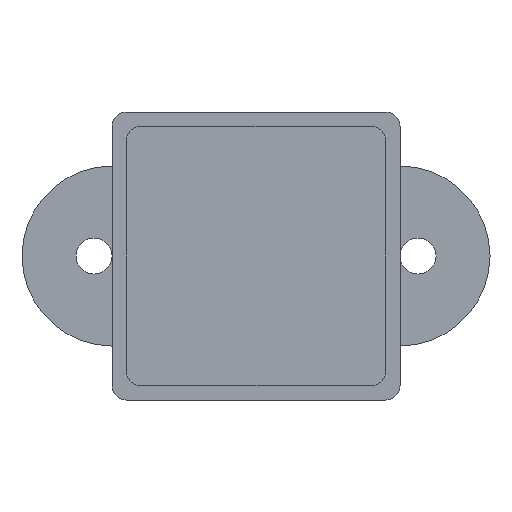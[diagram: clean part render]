
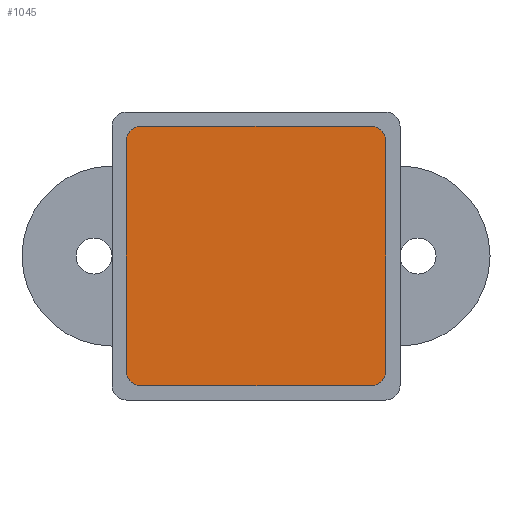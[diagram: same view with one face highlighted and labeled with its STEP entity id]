
A CAD part, front view. The second image highlights one B-rep face of the part: STEP entity #1045.
In plain terms, the highlighted planar face has unit normal (0, -1, 0).
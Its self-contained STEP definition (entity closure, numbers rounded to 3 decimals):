
#16 = CARTESIAN_POINT ( 'NONE',  ( 18., -21., -18. ) ) ;
#24 = EDGE_CURVE ( 'NONE', #3364, #3229, #304, .T. ) ;
#140 = ORIENTED_EDGE ( 'NONE', *, *, #500, .T. ) ;
#179 = CIRCLE ( 'NONE', #2929, 2. ) ;
#216 = EDGE_CURVE ( 'NONE', #249, #4007, #1114, .T. ) ;
#249 = VERTEX_POINT ( 'NONE', #1198 ) ;
#304 = CIRCLE ( 'NONE', #2579, 2. ) ;
#372 = AXIS2_PLACEMENT_3D ( 'NONE', #1965, #3630, #820 ) ;
#412 = CARTESIAN_POINT ( 'NONE',  ( -16., -21., 16. ) ) ;
#500 = EDGE_CURVE ( 'NONE', #2074, #249, #1596, .T. ) ;
#537 = LINE ( 'NONE', #2406, #706 ) ;
#594 = ORIENTED_EDGE ( 'NONE', *, *, #216, .T. ) ;
#595 = CARTESIAN_POINT ( 'NONE',  ( -18., -21., 16. ) ) ;
#600 = EDGE_CURVE ( 'NONE', #3221, #3364, #2301, .T. ) ;
#660 = AXIS2_PLACEMENT_3D ( 'NONE', #2496, #2195, #1544 ) ;
#706 = VECTOR ( 'NONE', #3367, 1000. ) ;
#707 = AXIS2_PLACEMENT_3D ( 'NONE', #2700, #1387, #1161 ) ;
#781 = EDGE_LOOP ( 'NONE', ( #1245, #140, #594, #1151, #1059, #2925, #3826, #2556 ) ) ;
#820 = DIRECTION ( 'NONE',  ( 0., 0., -1. ) ) ;
#931 = CARTESIAN_POINT ( 'NONE',  ( 16., -21., 18. ) ) ;
#958 = VECTOR ( 'NONE', #3564, 1000. ) ;
#966 = DIRECTION ( 'NONE',  ( 0., 0., 1. ) ) ;
#1045 = ADVANCED_FACE ( 'NONE', ( #3800 ), #2234, .T. ) ;
#1059 = ORIENTED_EDGE ( 'NONE', *, *, #1373, .T. ) ;
#1088 = VERTEX_POINT ( 'NONE', #1630 ) ;
#1114 = LINE ( 'NONE', #2372, #3846 ) ;
#1151 = ORIENTED_EDGE ( 'NONE', *, *, #3407, .T. ) ;
#1161 = DIRECTION ( 'NONE',  ( 0., 0., -1. ) ) ;
#1198 = CARTESIAN_POINT ( 'NONE',  ( -16., -21., -18. ) ) ;
#1245 = ORIENTED_EDGE ( 'NONE', *, *, #1570, .T. ) ;
#1265 = LINE ( 'NONE', #16, #2144 ) ;
#1373 = EDGE_CURVE ( 'NONE', #1088, #1671, #1265, .T. ) ;
#1387 = DIRECTION ( 'NONE',  ( 0., -1., 0. ) ) ;
#1544 = DIRECTION ( 'NONE',  ( 0., 0., -1. ) ) ;
#1570 = EDGE_CURVE ( 'NONE', #3229, #2074, #537, .T. ) ;
#1596 = CIRCLE ( 'NONE', #372, 2. ) ;
#1630 = CARTESIAN_POINT ( 'NONE',  ( 18., -21., -16. ) ) ;
#1671 = VERTEX_POINT ( 'NONE', #4039 ) ;
#1700 = CARTESIAN_POINT ( 'NONE',  ( 18., -21., 18. ) ) ;
#1955 = DIRECTION ( 'NONE',  ( 0., 0., -1. ) ) ;
#1965 = CARTESIAN_POINT ( 'NONE',  ( -16., -21., -16. ) ) ;
#2074 = VERTEX_POINT ( 'NONE', #2452 ) ;
#2144 = VECTOR ( 'NONE', #966, 1000. ) ;
#2195 = DIRECTION ( 'NONE',  ( 0., -1., 0. ) ) ;
#2234 = PLANE ( 'NONE',  #660 ) ;
#2235 = CARTESIAN_POINT ( 'NONE',  ( 16., -21., -18. ) ) ;
#2266 = DIRECTION ( 'NONE',  ( 0., -1., 0. ) ) ;
#2301 = LINE ( 'NONE', #1700, #958 ) ;
#2372 = CARTESIAN_POINT ( 'NONE',  ( -18., -21., -18. ) ) ;
#2406 = CARTESIAN_POINT ( 'NONE',  ( -18., -21., 18. ) ) ;
#2452 = CARTESIAN_POINT ( 'NONE',  ( -18., -21., -16. ) ) ;
#2496 = CARTESIAN_POINT ( 'NONE',  ( 0., -21., 0. ) ) ;
#2500 = CARTESIAN_POINT ( 'NONE',  ( -16., -21., 18. ) ) ;
#2556 = ORIENTED_EDGE ( 'NONE', *, *, #24, .T. ) ;
#2571 = DIRECTION ( 'NONE',  ( 0., 0., -1. ) ) ;
#2579 = AXIS2_PLACEMENT_3D ( 'NONE', #412, #3732, #2571 ) ;
#2700 = CARTESIAN_POINT ( 'NONE',  ( 16., -21., 16. ) ) ;
#2741 = CIRCLE ( 'NONE', #707, 2. ) ;
#2850 = CARTESIAN_POINT ( 'NONE',  ( 16., -21., -16. ) ) ;
#2925 = ORIENTED_EDGE ( 'NONE', *, *, #3680, .T. ) ;
#2929 = AXIS2_PLACEMENT_3D ( 'NONE', #2850, #2266, #1955 ) ;
#3221 = VERTEX_POINT ( 'NONE', #931 ) ;
#3229 = VERTEX_POINT ( 'NONE', #595 ) ;
#3364 = VERTEX_POINT ( 'NONE', #2500 ) ;
#3367 = DIRECTION ( 'NONE',  ( 0., 0., -1. ) ) ;
#3407 = EDGE_CURVE ( 'NONE', #4007, #1088, #179, .T. ) ;
#3564 = DIRECTION ( 'NONE',  ( -1., 0., 0. ) ) ;
#3630 = DIRECTION ( 'NONE',  ( 0., -1., 0. ) ) ;
#3636 = DIRECTION ( 'NONE',  ( 1., 0., 0. ) ) ;
#3680 = EDGE_CURVE ( 'NONE', #1671, #3221, #2741, .T. ) ;
#3732 = DIRECTION ( 'NONE',  ( 0., -1., 0. ) ) ;
#3800 = FACE_OUTER_BOUND ( 'NONE', #781, .T. ) ;
#3826 = ORIENTED_EDGE ( 'NONE', *, *, #600, .T. ) ;
#3846 = VECTOR ( 'NONE', #3636, 1000. ) ;
#4007 = VERTEX_POINT ( 'NONE', #2235 ) ;
#4039 = CARTESIAN_POINT ( 'NONE',  ( 18., -21., 16. ) ) ;
